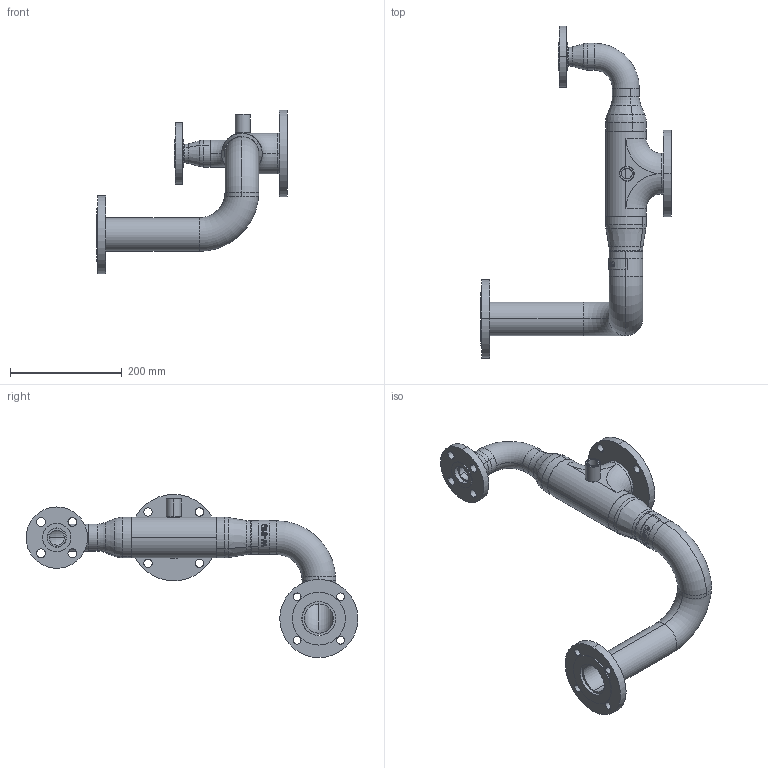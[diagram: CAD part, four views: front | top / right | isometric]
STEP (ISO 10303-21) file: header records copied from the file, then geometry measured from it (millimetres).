
FILE_DESCRIPTION (( 'STEP AP203' ), '1' );
FILE_NAME ('3974-13-50-019_REV_.step', '2026-02-01T23:44:59', ( '' ), ( '' ), 'SwSTEP 2.0', 'SolidWorks 2025', '' );
FILE_SCHEMA (( 'CONFIG_CONTROL_DESIGN' ));
Length unit declared in the file: millimetre
Products named in the file (13): OEM-25-150-SO-316L_80NB BORE; OEM-15-150-316-S; OEM-63x50-CR-40-316L_Default<As Machined>; OEM-65NB-T-40-316L_63NB-TEE; OEM-40-LR-40-316L_Default<As Machined>; OEM-50-PN6-SO-316L; OEM-40x25-CR-40-316L_Default<As Machined>; OEM-63x40-CR-40-316L_Default<As Machined>; OEM-65NB-JIS5K-P-316L_Default<As Machined>; 3974-13-50-019_REV_; 3435-50-019-02; 3435-50-019-01_Default<As Machined>; OEM-50-LR-40-316L_Default<As Machined>
Assembly tree (13 placements, depth 2):
  3974-13-50-019_REV_
    3435-50-019-01_Default<As Machined>
    OEM-65NB-T-40-316L_63NB-TEE
    OEM-63x50-CR-40-316L_Default<As Machined>
    OEM-63x40-CR-40-316L_Default<As Machined>
    OEM-65NB-JIS5K-P-316L_Default<As Machined>
    OEM-50-PN6-SO-316L
    3435-50-019-02
    OEM-50-LR-40-316L_Default<As Machined>  x2
    OEM-40-LR-40-316L_Default<As Machined>
    OEM-40x25-CR-40-316L_Default<As Machined>
    OEM-25-150-SO-316L_80NB BORE
    OEM-15-150-316-S
Bounding box: 341.2 x 594.5 x 292.5 mm (x, y, z)
Volume: 1219182.6 mm3; surface area: 462541 mm2
Topology: 14 solids, 14 shells, 237 faces, 539 edges, 338 vertices
Faces by surface type: cylinder 96, plane 53, torus 46, bspline 26, cone 16
Entity records: 14000 total; most frequent: CARTESIAN_POINT 7278, DIRECTION 1173, ORIENTED_EDGE 1054, EDGE_CURVE 527, AXIS2_PLACEMENT_3D 519, VERTEX_POINT 330, CIRCLE 298, EDGE_LOOP 289
